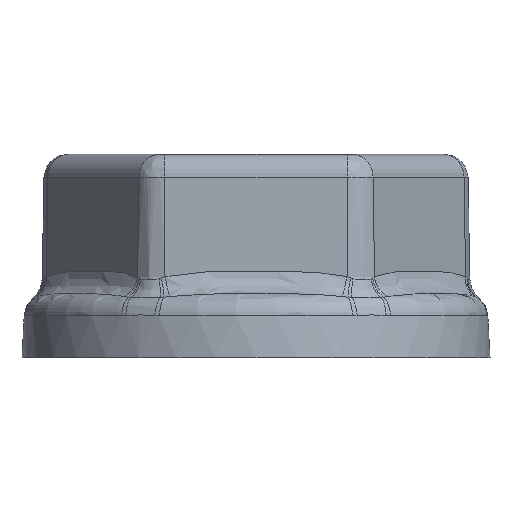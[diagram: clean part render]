
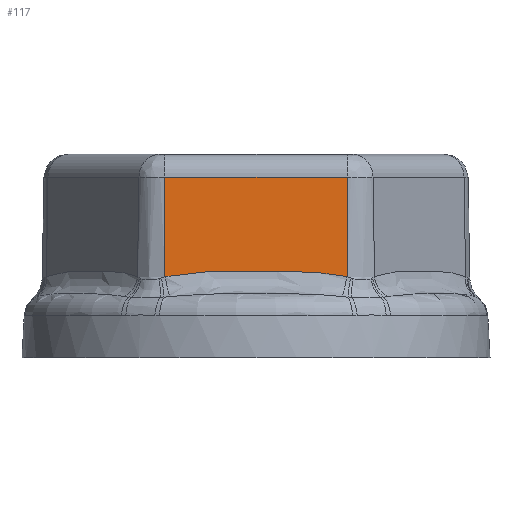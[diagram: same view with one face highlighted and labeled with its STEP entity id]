
A CAD part, left-side view. The second image highlights one B-rep face of the part: STEP entity #117.
In plain terms, the highlighted planar face has unit normal (-1, 0, 0.018).
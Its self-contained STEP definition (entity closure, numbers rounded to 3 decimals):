
#117 = ADVANCED_FACE( '', ( #292 ), #293, .T. );
#292 = FACE_OUTER_BOUND( '', #1626, .T. );
#293 = PLANE( '', #1627 );
#1626 = EDGE_LOOP( '', ( #5768, #5769, #5770, #5771 ) );
#1627 = AXIS2_PLACEMENT_3D( '', #5772, #5773, #5774 );
#5768 = ORIENTED_EDGE( '', *, *, #6367, .T. );
#5769 = ORIENTED_EDGE( '', *, *, #6368, .T. );
#5770 = ORIENTED_EDGE( '', *, *, #6256, .F. );
#5771 = ORIENTED_EDGE( '', *, *, #6369, .T. );
#5772 = CARTESIAN_POINT( '', ( -20.5, -9.815, 4.4 ) );
#5773 = DIRECTION( '', ( -1., 0., 0.017 ) );
#5774 = DIRECTION( '', ( 0.017, 0., 1. ) );
#6256 = EDGE_CURVE( '', #6567, #6569, #6570, .T. );
#6367 = EDGE_CURVE( '', #6748, #6749, #6750, .T. );
#6368 = EDGE_CURVE( '', #6749, #6569, #6751, .T. );
#6369 = EDGE_CURVE( '', #6567, #6748, #6752, .T. );
#6567 = VERTEX_POINT( '', #7072 );
#6569 = VERTEX_POINT( '', #7107 );
#6570 = LINE( '', #7108, #7109 );
#6748 = VERTEX_POINT( '', #7599 );
#6749 = VERTEX_POINT( '', #7600 );
#6750 = LINE( '', #7601, #7602 );
#6751 = B_SPLINE_CURVE_WITH_KNOTS( '', 3, ( #7603, #7604, #7605, #7606, #7607, #7608, #7609, #7610, #7611, #7612, #7613, #7614, #7615, #7616, #7617, #7618, #7619, #7620, #7621, #7622, #7623, #7624, #7625, #7626, #7627, #7628, #7629, #7630, #7631, #7632, #7633, #7634, #7635, #7636, #7637, #7638, #7639, #7640, #7641, #7642, #7643, #7644, #7645, #7646, #7647 ), .UNSPECIFIED., .F., .F., ( 4, 2, 2, 2, 1, 1, 1, 1, 1, 1, 1, 2, 2, 2, 1, 1, 1, 1, 1, 1, 1, 1, 1, 1, 1, 1, 1, 1, 1, 1, 2, 2, 2, 4 ), ( 0.001, 0.001, 0.002, 0.003, 0.003, 0.004, 0.004, 0.005, 0.006, 0.006, 0.007, 0.007, 0.008, 0.008, 0.009, 0.009, 0.01, 0.011, 0.011, 0.012, 0.012, 0.013, 0.014, 0.014, 0.015, 0.015, 0.016, 0.017, 0.017, 0.018, 0.019, 0.019, 0.02, 0.02 ), .UNSPECIFIED. );
#6752 = LINE( '', #7648, #7649 );
#7072 = CARTESIAN_POINT( '', ( -20.237, -9.815, 19.444 ) );
#7107 = CARTESIAN_POINT( '', ( -20.425, -9.815, 8.72 ) );
#7108 = CARTESIAN_POINT( '', ( -20.5, -9.815, 4.4 ) );
#7109 = VECTOR( '', #9403, 1000. );
#7599 = CARTESIAN_POINT( '', ( -20.237, 9.815, 19.444 ) );
#7600 = CARTESIAN_POINT( '', ( -20.425, 9.815, 8.72 ) );
#7601 = CARTESIAN_POINT( '', ( -20.5, 9.815, 4.4 ) );
#7602 = VECTOR( '', #9605, 1000. );
#7603 = CARTESIAN_POINT( '', ( -20.425, 9.815, 8.72 ) );
#7604 = CARTESIAN_POINT( '', ( -20.424, 9.614, 8.765 ) );
#7605 = CARTESIAN_POINT( '', ( -20.423, 9.412, 8.806 ) );
#7606 = CARTESIAN_POINT( '', ( -20.422, 9.008, 8.88 ) );
#7607 = CARTESIAN_POINT( '', ( -20.421, 8.805, 8.914 ) );
#7608 = CARTESIAN_POINT( '', ( -20.42, 8.4, 8.976 ) );
#7609 = CARTESIAN_POINT( '', ( -20.42, 8.197, 9.005 ) );
#7610 = CARTESIAN_POINT( '', ( -20.419, 7.791, 9.056 ) );
#7611 = CARTESIAN_POINT( '', ( -20.418, 7.384, 9.102 ) );
#7612 = CARTESIAN_POINT( '', ( -20.417, 6.772, 9.158 ) );
#7613 = CARTESIAN_POINT( '', ( -20.416, 6.159, 9.204 ) );
#7614 = CARTESIAN_POINT( '', ( -20.416, 5.546, 9.24 ) );
#7615 = CARTESIAN_POINT( '', ( -20.415, 4.931, 9.268 ) );
#7616 = CARTESIAN_POINT( '', ( -20.415, 4.316, 9.289 ) );
#7617 = CARTESIAN_POINT( '', ( -20.414, 3.7, 9.306 ) );
#7618 = CARTESIAN_POINT( '', ( -20.414, 3.29, 9.314 ) );
#7619 = CARTESIAN_POINT( '', ( -20.414, 2.982, 9.319 ) );
#7620 = CARTESIAN_POINT( '', ( -20.414, 2.879, 9.321 ) );
#7621 = CARTESIAN_POINT( '', ( -20.414, 2.674, 9.324 ) );
#7622 = CARTESIAN_POINT( '', ( -20.414, 2.571, 9.325 ) );
#7623 = CARTESIAN_POINT( '', ( -20.414, 2.263, 9.329 ) );
#7624 = CARTESIAN_POINT( '', ( -20.414, 1.852, 9.332 ) );
#7625 = CARTESIAN_POINT( '', ( -20.414, 1.236, 9.336 ) );
#7626 = CARTESIAN_POINT( '', ( -20.414, 0.62, 9.338 ) );
#7627 = CARTESIAN_POINT( '', ( -20.414, 0.004, 9.339 ) );
#7628 = CARTESIAN_POINT( '', ( -20.414, -0.612, 9.339 ) );
#7629 = CARTESIAN_POINT( '', ( -20.414, -1.228, 9.336 ) );
#7630 = CARTESIAN_POINT( '', ( -20.414, -1.844, 9.333 ) );
#7631 = CARTESIAN_POINT( '', ( -20.414, -2.459, 9.327 ) );
#7632 = CARTESIAN_POINT( '', ( -20.414, -3.075, 9.318 ) );
#7633 = CARTESIAN_POINT( '', ( -20.414, -3.69, 9.306 ) );
#7634 = CARTESIAN_POINT( '', ( -20.415, -4.305, 9.29 ) );
#7635 = CARTESIAN_POINT( '', ( -20.415, -4.92, 9.268 ) );
#7636 = CARTESIAN_POINT( '', ( -20.416, -5.534, 9.24 ) );
#7637 = CARTESIAN_POINT( '', ( -20.416, -6.148, 9.204 ) );
#7638 = CARTESIAN_POINT( '', ( -20.417, -6.761, 9.159 ) );
#7639 = CARTESIAN_POINT( '', ( -20.418, -7.374, 9.103 ) );
#7640 = CARTESIAN_POINT( '', ( -20.419, -7.782, 9.057 ) );
#7641 = CARTESIAN_POINT( '', ( -20.42, -8.189, 9.006 ) );
#7642 = CARTESIAN_POINT( '', ( -20.42, -8.393, 8.978 ) );
#7643 = CARTESIAN_POINT( '', ( -20.421, -8.8, 8.915 ) );
#7644 = CARTESIAN_POINT( '', ( -20.422, -9.003, 8.881 ) );
#7645 = CARTESIAN_POINT( '', ( -20.423, -9.409, 8.806 ) );
#7646 = CARTESIAN_POINT( '', ( -20.424, -9.612, 8.765 ) );
#7647 = CARTESIAN_POINT( '', ( -20.425, -9.815, 8.72 ) );
#7648 = CARTESIAN_POINT( '', ( -20.237, -9.815, 19.444 ) );
#7649 = VECTOR( '', #9606, 1000. );
#9403 = DIRECTION( '', ( -0.017, 0., -1. ) );
#9605 = DIRECTION( '', ( -0.017, 0., -1. ) );
#9606 = DIRECTION( '', ( 0., 1., 0. ) );
